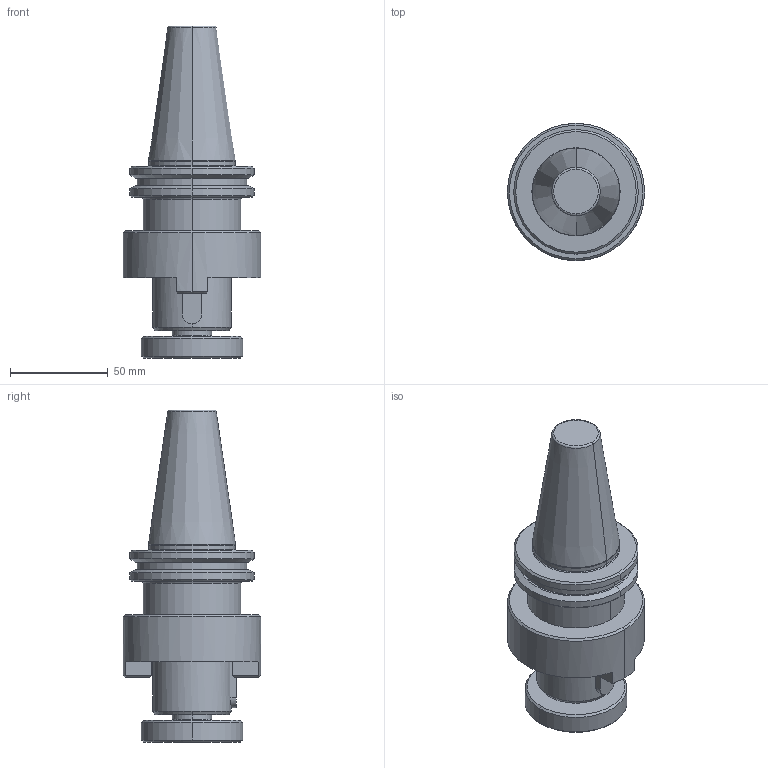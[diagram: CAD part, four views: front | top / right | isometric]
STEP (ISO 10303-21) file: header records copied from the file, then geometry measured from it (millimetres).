
FILE_DESCRIPTION (( 'STEP AP203' ), '1' );
FILE_NAME ('SK 40 CSMA40 060 AD-6.3G15000 SL SP.S.STEP', '2019-05-07T07:26:01', ( '' ), ( '' ), 'SwSTEP 2.0', 'SolidWorks 2014', '' );
FILE_SCHEMA (( 'CONFIG_CONTROL_DESIGN' ));
Length unit declared in the file: millimetre
Products named in the file (1): SK 40 CSMA40 060 AD-6.3G15000 SL SP.S
Bounding box: 70 x 70 x 169.4 mm (x, y, z)
Volume: 303927.4 mm3; surface area: 38037.6 mm2
Topology: 1 solids, 1 shells, 80 faces, 181 edges, 110 vertices
Faces by surface type: cone 26, cylinder 23, plane 23, torus 6, bspline 2
Entity records: 2570 total; most frequent: CARTESIAN_POINT 661, DIRECTION 417, ORIENTED_EDGE 362, EDGE_CURVE 181, AXIS2_PLACEMENT_3D 172, VERTEX_POINT 110, CIRCLE 93, EDGE_LOOP 87
